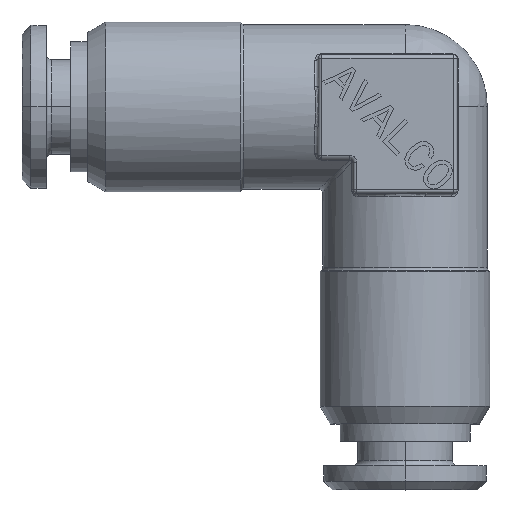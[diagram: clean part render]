
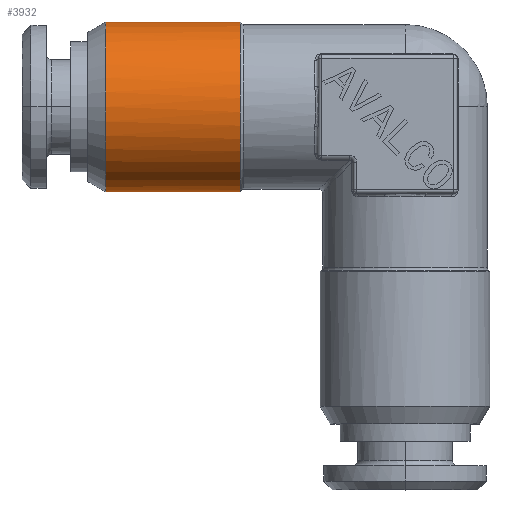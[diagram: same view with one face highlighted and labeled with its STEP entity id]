
A CAD part, top view. The second image highlights one B-rep face of the part: STEP entity #3932.
In plain terms, the highlighted cylindrical face has radius 4.9 mm (diameter 9.8 mm), a partial arc.
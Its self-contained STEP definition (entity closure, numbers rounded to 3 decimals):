
#3678=CARTESIAN_POINT('Axis2P3D Location',(-17.28,0.,0.)) ;
#3682=CARTESIAN_POINT('Vertex',(-17.28,4.9,0.)) ;
#3684=CARTESIAN_POINT('Vertex',(-17.28,-4.9,0.)) ;
#3890=CARTESIAN_POINT('Axis2P3D Location',(-18.375,0.,0.)) ;
#3895=CARTESIAN_POINT('Line Origine',(-18.375,-4.9,0.)) ;
#3899=CARTESIAN_POINT('Vertex',(-9.499,-4.9,0.)) ;
#3903=CARTESIAN_POINT('Control Point',(-9.499,4.9,0.)) ;
#3904=CARTESIAN_POINT('Control Point',(-9.499,4.9,0.77)) ;
#3905=CARTESIAN_POINT('Control Point',(-9.499,4.749,1.539)) ;
#3906=CARTESIAN_POINT('Control Point',(-9.499,4.446,2.269)) ;
#3907=CARTESIAN_POINT('Control Point',(-9.499,3.572,3.572)) ;
#3908=CARTESIAN_POINT('Control Point',(-9.499,2.269,4.446)) ;
#3909=CARTESIAN_POINT('Control Point',(-9.499,1.539,4.749)) ;
#3910=CARTESIAN_POINT('Control Point',(-9.499,0.,5.051)) ;
#3911=CARTESIAN_POINT('Control Point',(-9.499,-1.539,4.749)) ;
#3912=CARTESIAN_POINT('Control Point',(-9.499,-2.269,4.446)) ;
#3913=CARTESIAN_POINT('Control Point',(-9.499,-3.572,3.572)) ;
#3914=CARTESIAN_POINT('Control Point',(-9.499,-4.446,2.269)) ;
#3915=CARTESIAN_POINT('Control Point',(-9.499,-4.749,1.539)) ;
#3916=CARTESIAN_POINT('Control Point',(-9.499,-4.9,0.77)) ;
#3917=CARTESIAN_POINT('Control Point',(-9.499,-4.9,0.)) ;
#3918=CARTESIAN_POINT('Vertex',(-9.499,4.9,0.)) ;
#3921=CARTESIAN_POINT('Line Origine',(-18.375,4.9,0.)) ;
#3679=DIRECTION('Axis2P3D Direction',(1.,0.,0.)) ;
#3891=DIRECTION('Axis2P3D Direction',(1.,0.,0.)) ;
#3892=DIRECTION('Axis2P3D XDirection',(0.,1.,0.)) ;
#3896=DIRECTION('Vector Direction',(1.,0.,0.)) ;
#3922=DIRECTION('Vector Direction',(1.,0.,0.)) ;
#3680=AXIS2_PLACEMENT_3D('Circle Axis2P3D',#3678,#3679,$) ;
#3893=AXIS2_PLACEMENT_3D('Cylinder Axis2P3D',#3890,#3891,#3892) ;
#3927=ORIENTED_EDGE('',*,*,#3686,.T.) ;
#3928=ORIENTED_EDGE('',*,*,#3901,.T.) ;
#3929=ORIENTED_EDGE('',*,*,#3920,.F.) ;
#3930=ORIENTED_EDGE('',*,*,#3925,.T.) ;
#3897=VECTOR('Line Direction',#3896,1.) ;
#3923=VECTOR('Line Direction',#3922,1.) ;
#3932=ADVANCED_FACE('MANIFOLD_SOLID_BREP #6520',(#3931),#3894,.T.) ;
#3902=B_SPLINE_CURVE_WITH_KNOTS('',5,(#3903,#3904,#3905,#3906,#3907,#3908,#3909,#3910,#3911,#3912,#3913,#3914,#3915,#3916,#3917),.UNSPECIFIED.,.F.,.U.,(6,3,3,3,6),(-7.697,-3.848,0.,3.848,7.697),.UNSPECIFIED.) ;
#3681=CIRCLE('generated circle',#3680,4.9) ;
#3894=CYLINDRICAL_SURFACE('generated cylinder',#3893,4.9) ;
#3686=EDGE_CURVE('',#3683,#3685,#3681,.T.) ;
#3901=EDGE_CURVE('',#3685,#3900,#3898,.T.) ;
#3920=EDGE_CURVE('',#3919,#3900,#3902,.T.) ;
#3925=EDGE_CURVE('',#3919,#3683,#3924,.F.) ;
#3926=EDGE_LOOP('',(#3927,#3928,#3929,#3930)) ;
#3931=FACE_OUTER_BOUND('',#3926,.T.) ;
#3898=LINE('Line',#3895,#3897) ;
#3924=LINE('Line',#3921,#3923) ;
#3683=VERTEX_POINT('',#3682) ;
#3685=VERTEX_POINT('',#3684) ;
#3900=VERTEX_POINT('',#3899) ;
#3919=VERTEX_POINT('',#3918) ;
